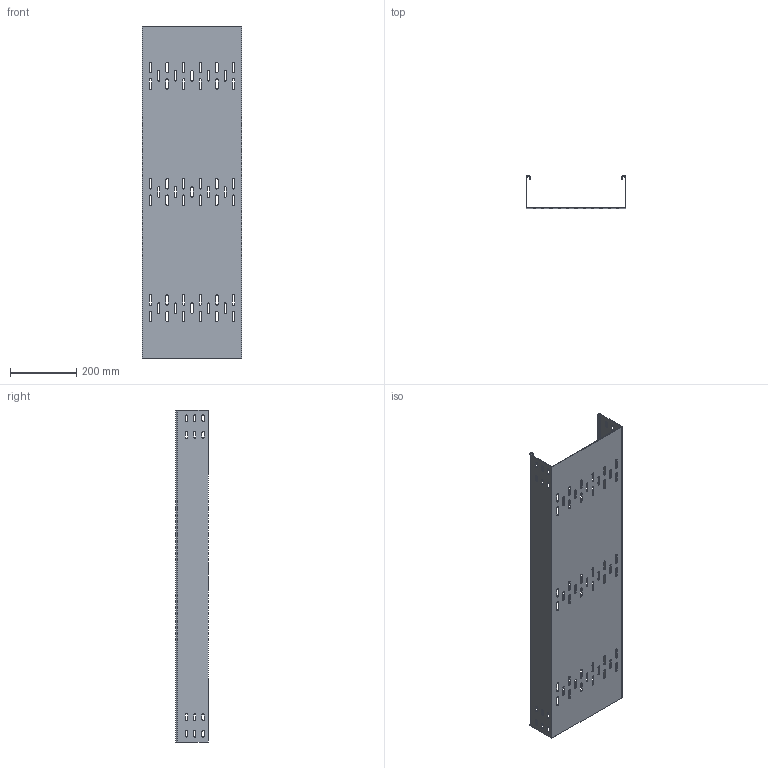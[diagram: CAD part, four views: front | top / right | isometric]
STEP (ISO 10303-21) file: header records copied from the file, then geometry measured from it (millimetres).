
FILE_DESCRIPTION (( 'STEP AP214' ), '1' );
FILE_NAME ('6061897.stp', '2019-12-02T14:28:20', ( '' ), ( '' ), 'SwSTEP 2.0', 'SolidWorks 2018', '' );
FILE_SCHEMA (( 'AUTOMOTIVE_DESIGN' ));
Length unit declared in the file: millimetre
Products named in the file (1): 6061897
Bounding box: 300 x 98 x 1000 mm (x, y, z)
Volume: 1006841.2 mm3; surface area: 1022557.5 mm2
Topology: 1 solids, 1 shells, 385 faces, 1133 edges, 750 vertices
Faces by surface type: cylinder 205, plane 180
Entity records: 16200 total; most frequent: DIRECTION 2315, CARTESIAN_POINT 2269, ORIENTED_EDGE 2266, EDGE_CURVE 1133, AXIS2_PLACEMENT_3D 796, VERTEX_POINT 750, LINE 723, VECTOR 723
